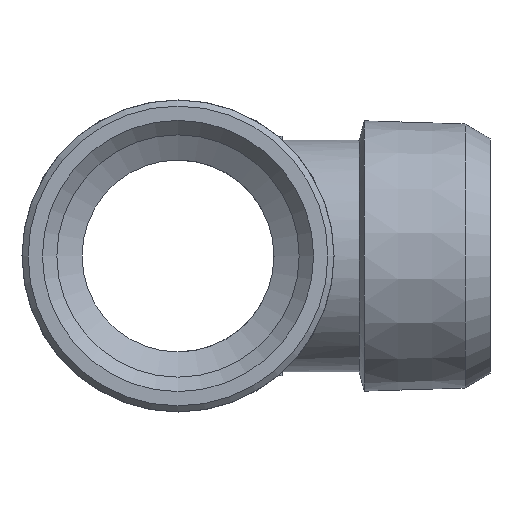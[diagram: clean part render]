
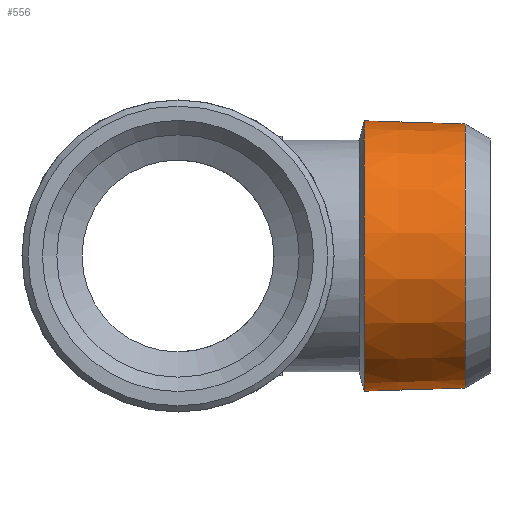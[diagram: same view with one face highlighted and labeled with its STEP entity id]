
A CAD part, left-side view. The second image highlights one B-rep face of the part: STEP entity #556.
In plain terms, the highlighted conical face has half-angle 1.79 degrees and reference radius 16.5 mm.
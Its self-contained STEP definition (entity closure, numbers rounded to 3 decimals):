
#3 = ORIENTED_EDGE ( 'NONE', *, *, #520, .T. ) ;
#23 = EDGE_LOOP ( 'NONE', ( #3 ) ) ;
#184 = ORIENTED_EDGE ( 'NONE', *, *, #518, .F. ) ;
#188 = EDGE_LOOP ( 'NONE', ( #184 ) ) ;
#280 = VERTEX_POINT ( 'NONE', #1120 ) ;
#281 = VERTEX_POINT ( 'NONE', #1119 ) ;
#493 = AXIS2_PLACEMENT_3D ( 'NONE', #808, #806, #805 ) ;
#516 = AXIS2_PLACEMENT_3D ( 'NONE', #817, #816, #814 ) ;
#518 = EDGE_CURVE ( 'NONE', #281, #281, #1161, .T. ) ;
#519 = AXIS2_PLACEMENT_3D ( 'NONE', #662, #660, #671 ) ;
#520 = EDGE_CURVE ( 'NONE', #280, #280, #1162, .T. ) ;
#556 = ADVANCED_FACE ( 'NONE', ( #1199, #1200 ), #1207, .T. ) ;
#660 = DIRECTION ( 'NONE',  ( 0., 1., 0. ) ) ;
#662 = CARTESIAN_POINT ( 'NONE',  ( 237.395, -41.271, -25. ) ) ;
#671 = DIRECTION ( 'NONE',  ( 0., 0., 1. ) ) ;
#805 = DIRECTION ( 'NONE',  ( 0., 0., 1. ) ) ;
#806 = DIRECTION ( 'NONE',  ( 0., 1., 0. ) ) ;
#808 = CARTESIAN_POINT ( 'NONE',  ( 237.395, -41.271, -25. ) ) ;
#814 = DIRECTION ( 'NONE',  ( 0., 0., 1. ) ) ;
#816 = DIRECTION ( 'NONE',  ( 0., 1., 0. ) ) ;
#817 = CARTESIAN_POINT ( 'NONE',  ( 237.395, -28.69, -25. ) ) ;
#1119 = CARTESIAN_POINT ( 'NONE',  ( 237.395, -28.69, -8.107 ) ) ;
#1120 = CARTESIAN_POINT ( 'NONE',  ( 237.395, -41.271, -8.5 ) ) ;
#1161 = CIRCLE ( 'NONE', #516, 16.893 ) ;
#1162 = CIRCLE ( 'NONE', #493, 16.5 ) ;
#1199 = FACE_OUTER_BOUND ( 'NONE', #188, .T. ) ;
#1200 = FACE_BOUND ( 'NONE', #23, .T. ) ;
#1207 = CONICAL_SURFACE ( 'NONE', #519, 16.5, 0.031 ) ;
